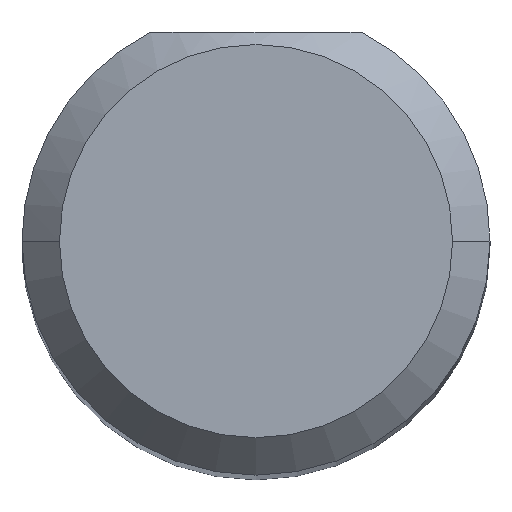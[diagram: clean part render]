
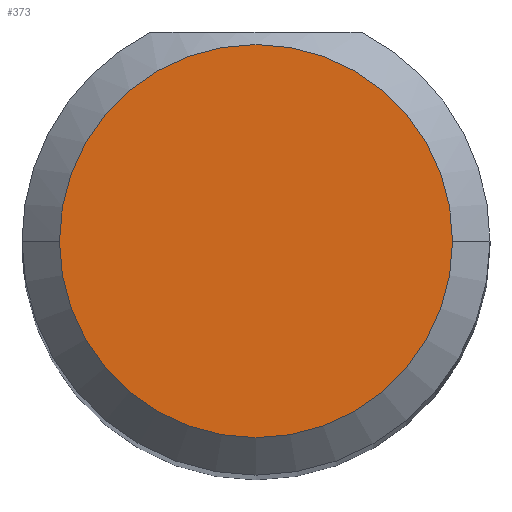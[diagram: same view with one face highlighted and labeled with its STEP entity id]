
A CAD part, top view. The second image highlights one B-rep face of the part: STEP entity #373.
In plain terms, the highlighted planar face has unit normal (0, 0, 1).
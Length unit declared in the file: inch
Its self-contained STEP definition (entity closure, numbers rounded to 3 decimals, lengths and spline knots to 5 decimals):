
#41 = DIRECTION ( 'NONE',  ( -1., 0., 0. ) ) ;
#49 = DIRECTION ( 'NONE',  ( 0., 0., -1. ) ) ;
#73 = CARTESIAN_POINT ( 'NONE',  ( 0.375, 0., 2. ) ) ;
#80 = AXIS2_PLACEMENT_3D ( 'NONE', #254, #427, #41 ) ;
#104 = EDGE_CURVE ( 'NONE', #153, #154, #150, .T. ) ;
#131 = DIRECTION ( 'NONE',  ( -1., 0., 0. ) ) ;
#150 = CIRCLE ( 'NONE', #80, 0.07875 ) ;
#153 = VERTEX_POINT ( 'NONE', #387 ) ;
#154 = VERTEX_POINT ( 'NONE', #562 ) ;
#157 = DIRECTION ( 'NONE',  ( 0., 0., 1. ) ) ;
#188 = AXIS2_PLACEMENT_3D ( 'NONE', #443, #49, #131 ) ;
#191 = ORIENTED_EDGE ( 'NONE', *, *, #104, .F. ) ;
#253 = DIRECTION ( 'NONE',  ( -1., 0., 0. ) ) ;
#254 = CARTESIAN_POINT ( 'NONE',  ( 0.375, 0., 2. ) ) ;
#257 = PLANE ( 'NONE',  #344 ) ;
#285 = CIRCLE ( 'NONE', #188, 0.07875 ) ;
#286 = EDGE_LOOP ( 'NONE', ( #358, #191 ) ) ;
#344 = AXIS2_PLACEMENT_3D ( 'NONE', #73, #157, #253 ) ;
#358 = ORIENTED_EDGE ( 'NONE', *, *, #521, .F. ) ;
#373 = ADVANCED_FACE ( 'NONE', ( #557 ), #257, .T. ) ;
#387 = CARTESIAN_POINT ( 'NONE',  ( 0.29625, 0., 2. ) ) ;
#427 = DIRECTION ( 'NONE',  ( 0., 0., -1. ) ) ;
#443 = CARTESIAN_POINT ( 'NONE',  ( 0.375, 0., 2. ) ) ;
#521 = EDGE_CURVE ( 'NONE', #154, #153, #285, .T. ) ;
#557 = FACE_OUTER_BOUND ( 'NONE', #286, .T. ) ;
#562 = CARTESIAN_POINT ( 'NONE',  ( 0.45375, 0., 2. ) ) ;
